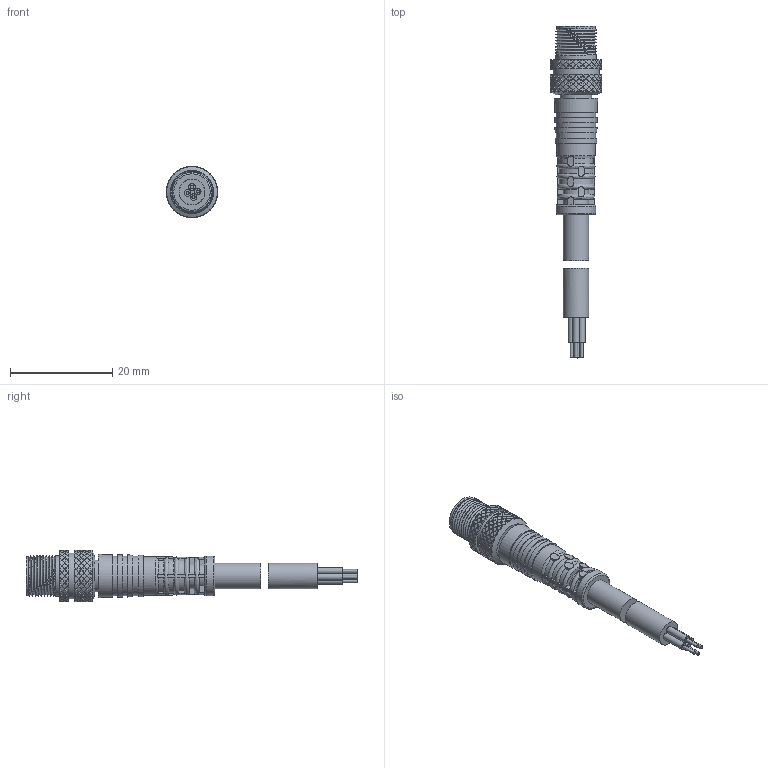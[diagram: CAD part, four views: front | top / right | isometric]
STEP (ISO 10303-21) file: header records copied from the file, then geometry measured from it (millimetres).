
FILE_DESCRIPTION( ('This file contains a STEP AP42 implementation' ,'as created by ZW3D STEP Interface translator.') ,'2;1' );
FILE_NAME( '7-C-MS4TZ-X07X.stp' ,'2011 6.1632 9', (''), ('ZWCAD Software Co.'), 'Version 1.0', 'ZW3D to STEP translator', '' );
FILE_SCHEMA(('AUTOMOTIVE_DESIGN'));
Length unit declared in the file: millimetre
Products named in the file (2): 0; 7-C-MS4TZ-X07X
Bounding box: 10 x 64.9 x 10 mm (x, y, z)
Volume: 2055.8 mm3; surface area: 2023.5 mm2
Topology: 2 solids, 2 shells, 1585 faces, 3499 edges, 1936 vertices
Faces by surface type: bspline 1585
Entity records: 53593 total; most frequent: CARTESIAN_POINT 33054, ORIENTED_EDGE 6990, EDGE_CURVE 3495, VERTEX_POINT 1936, EDGE_LOOP 1611, FACE_OUTER_BOUND 1585, ADVANCED_FACE 1585, OVER_RIDING_STYLED_ITEM 1585
